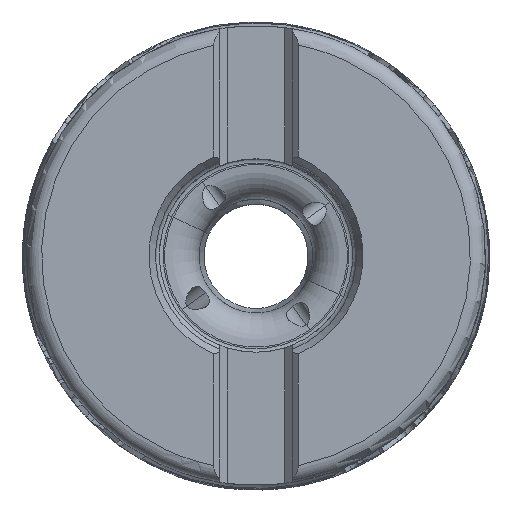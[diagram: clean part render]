
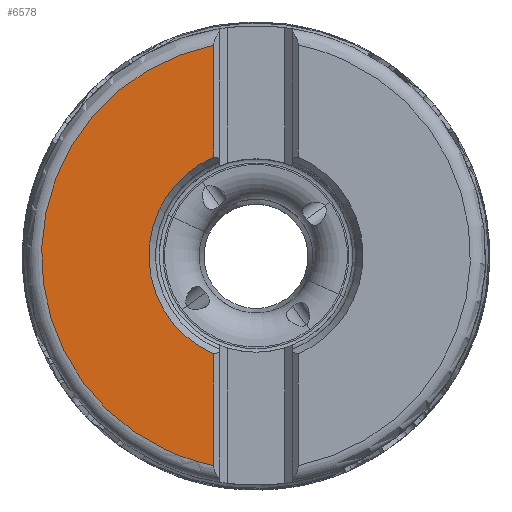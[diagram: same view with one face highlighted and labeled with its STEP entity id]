
A CAD part, top view. The second image highlights one B-rep face of the part: STEP entity #6578.
In plain terms, the highlighted planar face has unit normal (0, 0, 1).
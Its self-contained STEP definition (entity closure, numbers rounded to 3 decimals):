
#2519=LINE('',#44063,#3865);
#2532=LINE('',#44177,#3878);
#3865=VECTOR('',#31328,1.);
#3878=VECTOR('',#31387,1.);
#5241=FACE_OUTER_BOUND('',#8503,.T.);
#6578=ADVANCED_FACE('',(#5241),#7865,.T.);
#7865=PLANE('',#27681);
#8503=EDGE_LOOP('',(#10748,#10749,#10750,#10751,#10752,#10753));
#10748=ORIENTED_EDGE('',*,*,#21601,.T.);
#10749=ORIENTED_EDGE('',*,*,#21599,.T.);
#10750=ORIENTED_EDGE('',*,*,#21596,.T.);
#10751=ORIENTED_EDGE('',*,*,#21595,.T.);
#10752=ORIENTED_EDGE('',*,*,#21635,.T.);
#10753=ORIENTED_EDGE('',*,*,#21602,.T.);
#18615=VERTEX_POINT('',#44045);
#18616=VERTEX_POINT('',#44047);
#18617=VERTEX_POINT('',#44049);
#18619=VERTEX_POINT('',#44064);
#18620=VERTEX_POINT('',#44071);
#18621=VERTEX_POINT('',#44073);
#21595=EDGE_CURVE('',#18616,#18615,#25301,.T.);
#21596=EDGE_CURVE('',#18617,#18616,#25302,.T.);
#21599=EDGE_CURVE('',#18619,#18617,#2519,.T.);
#21601=EDGE_CURVE('',#18620,#18619,#25303,.T.);
#21602=EDGE_CURVE('',#18621,#18620,#25304,.T.);
#21635=EDGE_CURVE('',#18615,#18621,#2532,.T.);
#25301=CIRCLE('',#27654,28.163);
#25302=CIRCLE('',#27655,28.163);
#25303=CIRCLE('',#27658,14.066);
#25304=CIRCLE('',#27659,14.066);
#27654=AXIS2_PLACEMENT_3D('',#44046,#31321,#31322);
#27655=AXIS2_PLACEMENT_3D('',#44048,#31323,#31324);
#27658=AXIS2_PLACEMENT_3D('',#44070,#31331,#31332);
#27659=AXIS2_PLACEMENT_3D('',#44072,#31333,#31334);
#27681=AXIS2_PLACEMENT_3D('',#44179,#31390,#31391);
#31321=DIRECTION('',(0.,0.,1.));
#31322=DIRECTION('',(-0.423,-0.906,0.));
#31323=DIRECTION('',(0.,0.,1.));
#31324=DIRECTION('',(-0.198,0.98,0.));
#31328=DIRECTION('',(0.,1.,0.));
#31331=DIRECTION('',(0.,0.,-1.));
#31332=DIRECTION('',(-0.906,0.423,0.));
#31333=DIRECTION('',(0.,0.,-1.));
#31334=DIRECTION('',(-0.395,-0.918,0.));
#31387=DIRECTION('',(0.,1.,0.));
#31390=DIRECTION('',(0.,0.,1.));
#31391=DIRECTION('',(-0.423,-0.906,0.));
#44045=CARTESIAN_POINT('',(-5.562,-27.608,0.));
#44046=CARTESIAN_POINT('',(0.,0.,0.));
#44047=CARTESIAN_POINT('',(-11.92,-25.515,0.));
#44048=CARTESIAN_POINT('',(0.,0.,0.));
#44049=CARTESIAN_POINT('',(-5.562,27.608,0.));
#44063=CARTESIAN_POINT('',(-5.562,12.919,0.));
#44064=CARTESIAN_POINT('',(-5.563,12.919,0.));
#44070=CARTESIAN_POINT('',(0.,0.,0.));
#44071=CARTESIAN_POINT('',(-12.748,5.945,0.));
#44072=CARTESIAN_POINT('',(0.,0.,0.));
#44073=CARTESIAN_POINT('',(-5.563,-12.919,0.));
#44177=CARTESIAN_POINT('',(-5.562,-27.608,0.));
#44179=CARTESIAN_POINT('',(-10.921,2.062,0.));
